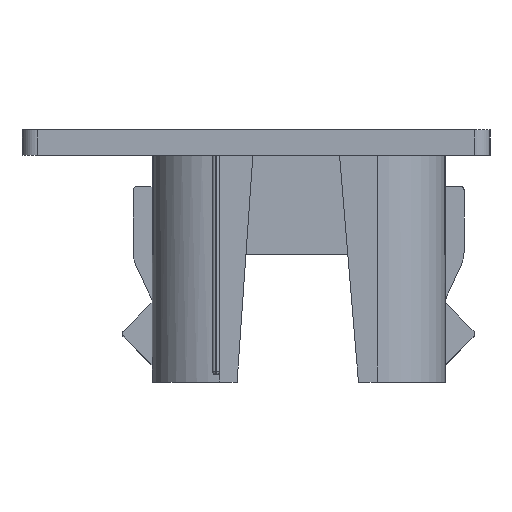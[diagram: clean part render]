
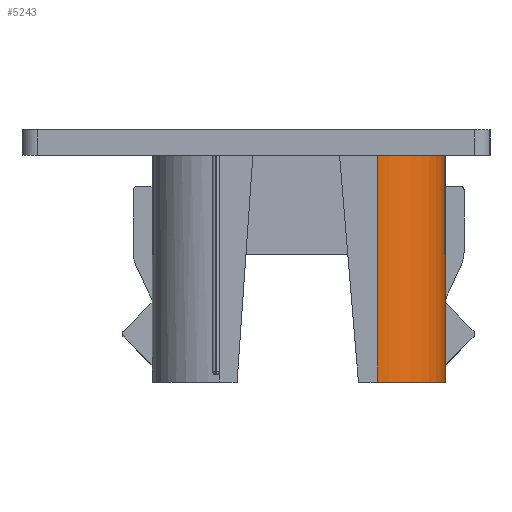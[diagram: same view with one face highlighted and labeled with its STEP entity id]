
A CAD part, left-side view. The second image highlights one B-rep face of the part: STEP entity #5243.
In plain terms, the highlighted cylindrical face has radius 5.461 mm (diameter 10.922 mm), a partial arc.
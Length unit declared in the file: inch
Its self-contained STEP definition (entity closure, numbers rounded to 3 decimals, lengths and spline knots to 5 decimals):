
#84=CIRCLE('',#5540,0.215);
#92=CIRCLE('',#5571,0.215);
#105=CIRCLE('',#5606,0.215);
#173=CYLINDRICAL_SURFACE('',#5605,0.215);
#267=FACE_OUTER_BOUND('',#553,.T.);
#553=EDGE_LOOP('',(#3881,#3882,#3883,#3884,#3885,#3886));
#1010=LINE('',#7834,#1692);
#1067=LINE('',#7957,#1749);
#1068=LINE('',#7960,#1750);
#1692=VECTOR('',#6268,0.3937);
#1749=VECTOR('',#6361,0.3937);
#1750=VECTOR('',#6364,0.3937);
#2247=VERTEX_POINT('',#7555);
#2248=VERTEX_POINT('',#7557);
#2328=VERTEX_POINT('',#7765);
#2329=VERTEX_POINT('',#7766);
#2399=VERTEX_POINT('',#7956);
#2400=VERTEX_POINT('',#7958);
#2766=EDGE_CURVE('',#2247,#2248,#84,.T.);
#2871=EDGE_CURVE('',#2328,#2329,#92,.T.);
#2906=EDGE_CURVE('',#2329,#2247,#1010,.T.);
#2969=EDGE_CURVE('',#2399,#2328,#1067,.T.);
#2970=EDGE_CURVE('',#2400,#2399,#105,.T.);
#2971=EDGE_CURVE('',#2400,#2248,#1068,.T.);
#3881=ORIENTED_EDGE('',*,*,#2969,.F.);
#3882=ORIENTED_EDGE('',*,*,#2970,.F.);
#3883=ORIENTED_EDGE('',*,*,#2971,.T.);
#3884=ORIENTED_EDGE('',*,*,#2766,.F.);
#3885=ORIENTED_EDGE('',*,*,#2906,.F.);
#3886=ORIENTED_EDGE('',*,*,#2871,.F.);
#5243=ADVANCED_FACE('',(#267),#173,.T.);
#5540=AXIS2_PLACEMENT_3D('',#7558,#6047,#6048);
#5571=AXIS2_PLACEMENT_3D('',#7767,#6206,#6207);
#5605=AXIS2_PLACEMENT_3D('',#7955,#6359,#6360);
#5606=AXIS2_PLACEMENT_3D('',#7959,#6362,#6363);
#6047=DIRECTION('center_axis',(0.,0.,-1.));
#6048=DIRECTION('ref_axis',(0.,-1.,0.));
#6206=DIRECTION('center_axis',(0.,0.,
1.));
#6207=DIRECTION('ref_axis',(0.,-1.,0.));
#6268=DIRECTION('',(0.,0.,-1.));
#6359=DIRECTION('center_axis',(0.,0.,-1.));
#6360=DIRECTION('ref_axis',(0.,-1.,0.));
#6361=DIRECTION('',(0.,0.,-1.));
#6362=DIRECTION('center_axis',(0.,0.,1.));
#6363=DIRECTION('ref_axis',(0.,-1.,0.));
#6364=DIRECTION('',(0.,0.,-1.));
#7555=CARTESIAN_POINT('',(-2.01955,-0.60236,-0.8));
#7557=CARTESIAN_POINT('',(-2.23455,-0.38736,-0.8));
#7558=CARTESIAN_POINT('Origin',(-2.01955,-0.38736,-0.8));
#7765=CARTESIAN_POINT('',(-2.05704,-0.59906,-0.395));
#7766=CARTESIAN_POINT('',(-2.01955,-0.60236,-0.395));
#7767=CARTESIAN_POINT('Origin',(-2.01955,-0.38736,-0.395));
#7834=CARTESIAN_POINT('',(-2.01955,-0.60236,-0.08));
#7955=CARTESIAN_POINT('Origin',(-2.01955,-0.38736,-0.08));
#7956=CARTESIAN_POINT('',(-2.05704,-0.59906,-0.08));
#7957=CARTESIAN_POINT('',(-2.05704,-0.59906,-0.08));
#7958=CARTESIAN_POINT('',(-2.23455,-0.38736,-0.08));
#7959=CARTESIAN_POINT('Origin',(-2.01955,-0.38736,-0.08));
#7960=CARTESIAN_POINT('',(-2.23455,-0.38736,-0.08));
